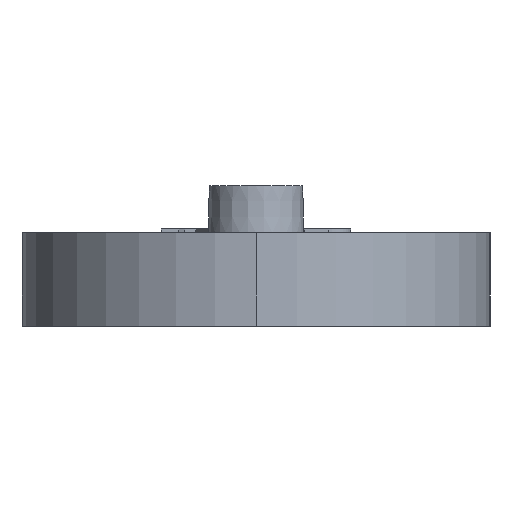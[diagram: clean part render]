
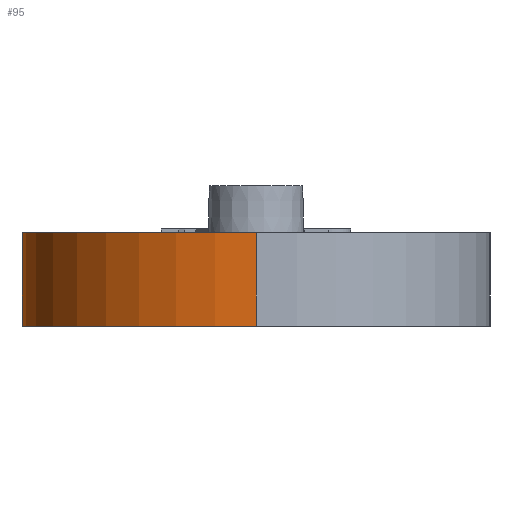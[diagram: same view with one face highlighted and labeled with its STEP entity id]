
A CAD part, left-side view. The second image highlights one B-rep face of the part: STEP entity #95.
In plain terms, the highlighted cylindrical face has radius 12.5 mm (diameter 25 mm), a partial arc.
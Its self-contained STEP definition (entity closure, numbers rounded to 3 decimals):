
#95 = ADVANCED_FACE( '', ( #451 ), #452, .T. );
#451 = FACE_OUTER_BOUND( '', #1075, .T. );
#452 = CYLINDRICAL_SURFACE( '', #1076, 12.5 );
#1075 = EDGE_LOOP( '', ( #1997, #1998, #1999, #2000 ) );
#1076 = AXIS2_PLACEMENT_3D( '', #2001, #2002, #2003 );
#1997 = ORIENTED_EDGE( '', *, *, #3928, .T. );
#1998 = ORIENTED_EDGE( '', *, *, #4208, .F. );
#1999 = ORIENTED_EDGE( '', *, *, #4108, .F. );
#2000 = ORIENTED_EDGE( '', *, *, #4209, .T. );
#2001 = CARTESIAN_POINT( '', ( -33.5, 0., 0. ) );
#2002 = DIRECTION( '', ( 0., 0., -1. ) );
#2003 = DIRECTION( '', ( 0., 1., 0. ) );
#3928 = EDGE_CURVE( '', #4669, #4667, #4670, .T. );
#4108 = EDGE_CURVE( '', #5016, #5018, #5019, .T. );
#4208 = EDGE_CURVE( '', #5018, #4667, #5216, .T. );
#4209 = EDGE_CURVE( '', #5016, #4669, #5217, .T. );
#4667 = VERTEX_POINT( '', #5884 );
#4669 = VERTEX_POINT( '', #5887 );
#4670 = CIRCLE( '', #5888, 12.5 );
#5016 = VERTEX_POINT( '', #6369 );
#5018 = VERTEX_POINT( '', #6371 );
#5019 = CIRCLE( '', #6372, 12.5 );
#5216 = LINE( '', #6659, #6660 );
#5217 = LINE( '', #6661, #6662 );
#5884 = CARTESIAN_POINT( '', ( -33.5, 12.5, 5. ) );
#5887 = CARTESIAN_POINT( '', ( -46., 0., 5. ) );
#5888 = AXIS2_PLACEMENT_3D( '', #7708, #7709, #7710 );
#6369 = CARTESIAN_POINT( '', ( -46., 0., 0. ) );
#6371 = CARTESIAN_POINT( '', ( -33.5, 12.5, 0. ) );
#6372 = AXIS2_PLACEMENT_3D( '', #7978, #7979, #7980 );
#6659 = CARTESIAN_POINT( '', ( -33.5, 12.5, 0. ) );
#6660 = VECTOR( '', #8098, 1000. );
#6661 = CARTESIAN_POINT( '', ( -46., 0., 0. ) );
#6662 = VECTOR( '', #8099, 1000. );
#7708 = CARTESIAN_POINT( '', ( -33.5, 0., 5. ) );
#7709 = DIRECTION( '', ( 0., 0., -1. ) );
#7710 = DIRECTION( '', ( 0., 1., 0. ) );
#7978 = CARTESIAN_POINT( '', ( -33.5, 0., 0. ) );
#7979 = DIRECTION( '', ( 0., 0., -1. ) );
#7980 = DIRECTION( '', ( 0., 1., 0. ) );
#8098 = DIRECTION( '', ( 0., 0., 1. ) );
#8099 = DIRECTION( '', ( 0., 0., 1. ) );
